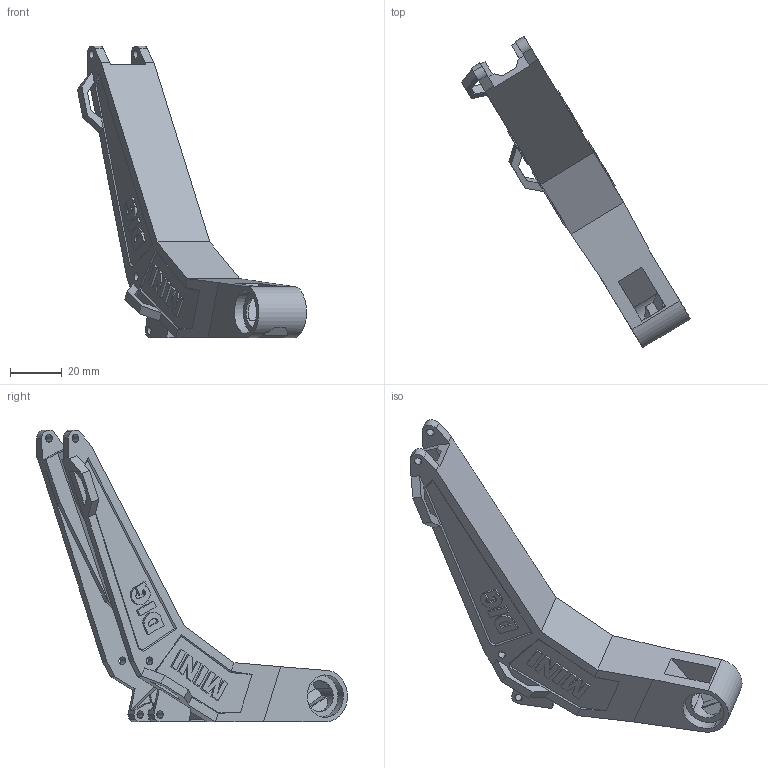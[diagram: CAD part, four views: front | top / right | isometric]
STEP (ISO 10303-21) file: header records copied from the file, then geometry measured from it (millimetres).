
FILE_DESCRIPTION (( 'STEP AP203' ), '1' );
FILE_NAME ('17.) Main Boom.STEP', '2024-04-05T15:11:01', ( '' ), ( '' ), 'SwSTEP 2.0', 'SolidWorks 2024', '' );
FILE_SCHEMA (( 'CONFIG_CONTROL_DESIGN' ));
Length unit declared in the file: millimetre
Products named in the file (1): 17.) Main Boom
Bounding box: 88.6 x 120.17 x 112.91 mm (x, y, z)
Volume: 61014.6 mm3; surface area: 21249.8 mm2
Topology: 1 solids, 1 shells, 302 faces, 841 edges, 555 vertices
Faces by surface type: plane 241, bspline 34, cylinder 22, cone 5
Entity records: 10925 total; most frequent: CARTESIAN_POINT 3269, ORIENTED_EDGE 1682, DIRECTION 1358, EDGE_CURVE 841, VECTOR 702, LINE 702, VERTEX_POINT 555, EDGE_LOOP 336
